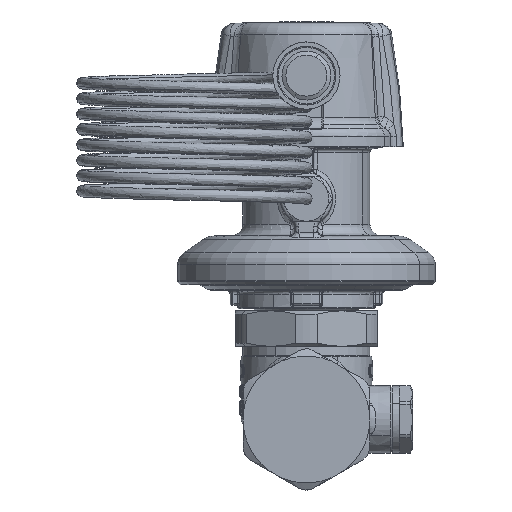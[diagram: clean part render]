
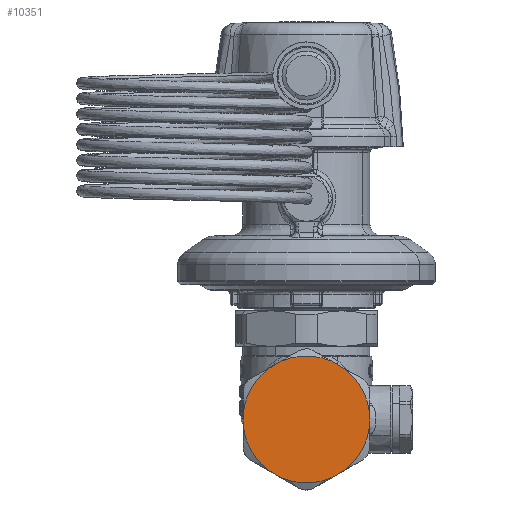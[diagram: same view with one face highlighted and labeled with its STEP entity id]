
A CAD part, front view. The second image highlights one B-rep face of the part: STEP entity #10351.
In plain terms, the highlighted planar face has unit normal (0, -1, 0).
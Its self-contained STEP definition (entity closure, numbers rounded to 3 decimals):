
#6316=CARTESIAN_POINT('Axis2P3D Location',(0.,-37.5,0.)) ;
#6320=CARTESIAN_POINT('Vertex',(10.045,-37.5,-13.715)) ;
#6322=CARTESIAN_POINT('Vertex',(16.9,-37.5,-1.841)) ;
#6391=CARTESIAN_POINT('Axis2P3D Location',(0.,-37.5,0.)) ;
#6395=CARTESIAN_POINT('Vertex',(-6.855,-37.5,-15.556)) ;
#6397=CARTESIAN_POINT('Vertex',(6.855,-37.5,-15.556)) ;
#6466=CARTESIAN_POINT('Axis2P3D Location',(0.,-37.5,0.)) ;
#6470=CARTESIAN_POINT('Vertex',(-16.9,-37.5,-1.841)) ;
#6472=CARTESIAN_POINT('Vertex',(-10.045,-37.5,-13.715)) ;
#10046=CARTESIAN_POINT('Vertex',(16.9,-37.5,1.841)) ;
#10051=CARTESIAN_POINT('Line Origine',(16.9,-37.5,0.)) ;
#10157=CARTESIAN_POINT('Axis2P3D Location',(0.,-37.5,0.)) ;
#10161=CARTESIAN_POINT('Vertex',(10.045,-37.5,13.715)) ;
#10268=CARTESIAN_POINT('Axis2P3D Location',(0.,-37.5,0.)) ;
#10272=CARTESIAN_POINT('Vertex',(6.855,-37.5,15.556)) ;
#10274=CARTESIAN_POINT('Vertex',(-6.855,-37.5,15.556)) ;
#10298=CARTESIAN_POINT('Axis2P3D Location',(0.,-37.5,17.)) ;
#10303=CARTESIAN_POINT('Line Origine',(8.45,-37.5,14.636)) ;
#10308=CARTESIAN_POINT('Line Origine',(-8.45,-37.5,14.636)) ;
#10312=CARTESIAN_POINT('Vertex',(-10.045,-37.5,13.715)) ;
#10315=CARTESIAN_POINT('Axis2P3D Location',(0.,-37.5,0.)) ;
#10319=CARTESIAN_POINT('Vertex',(-16.9,-37.5,1.841)) ;
#10322=CARTESIAN_POINT('Line Origine',(-16.9,-37.5,0.)) ;
#10327=CARTESIAN_POINT('Line Origine',(-8.45,-37.5,-14.636)) ;
#10332=CARTESIAN_POINT('Line Origine',(8.45,-37.5,-14.636)) ;
#10053=VECTOR('Line Direction',#10052,1.) ;
#10305=VECTOR('Line Direction',#10304,1.) ;
#10310=VECTOR('Line Direction',#10309,1.) ;
#10324=VECTOR('Line Direction',#10323,1.) ;
#10329=VECTOR('Line Direction',#10328,1.) ;
#10334=VECTOR('Line Direction',#10333,1.) ;
#6317=DIRECTION('Axis2P3D Direction',(0.,1.,-0.)) ;
#6392=DIRECTION('Axis2P3D Direction',(0.,1.,-0.)) ;
#6467=DIRECTION('Axis2P3D Direction',(0.,1.,-0.)) ;
#10052=DIRECTION('Vector Direction',(0.,0.,-1.)) ;
#10158=DIRECTION('Axis2P3D Direction',(0.,1.,-0.)) ;
#10269=DIRECTION('Axis2P3D Direction',(0.,1.,-0.)) ;
#10299=DIRECTION('Axis2P3D Direction',(0.,-1.,0.)) ;
#10300=DIRECTION('Axis2P3D XDirection',(1.,0.,0.)) ;
#10304=DIRECTION('Vector Direction',(0.866,0.,-0.5)) ;
#10309=DIRECTION('Vector Direction',(-0.866,0.,-0.5)) ;
#10316=DIRECTION('Axis2P3D Direction',(0.,-1.,0.)) ;
#10323=DIRECTION('Vector Direction',(0.,0.,1.)) ;
#10328=DIRECTION('Vector Direction',(-0.866,0.,0.5)) ;
#10333=DIRECTION('Vector Direction',(0.866,0.,0.5)) ;
#6318=AXIS2_PLACEMENT_3D('Circle Axis2P3D',#6316,#6317,$) ;
#6393=AXIS2_PLACEMENT_3D('Circle Axis2P3D',#6391,#6392,$) ;
#6468=AXIS2_PLACEMENT_3D('Circle Axis2P3D',#6466,#6467,$) ;
#10159=AXIS2_PLACEMENT_3D('Circle Axis2P3D',#10157,#10158,$) ;
#10270=AXIS2_PLACEMENT_3D('Circle Axis2P3D',#10268,#10269,$) ;
#10301=AXIS2_PLACEMENT_3D('Plane Axis2P3D',#10298,#10299,#10300) ;
#10317=AXIS2_PLACEMENT_3D('Circle Axis2P3D',#10315,#10316,$) ;
#10054=LINE('Line',#10051,#10053) ;
#10306=LINE('Line',#10303,#10305) ;
#10311=LINE('Line',#10308,#10310) ;
#10325=LINE('Line',#10322,#10324) ;
#10330=LINE('Line',#10327,#10329) ;
#10335=LINE('Line',#10332,#10334) ;
#6319=CIRCLE('generated circle',#6318,17.) ;
#6394=CIRCLE('generated circle',#6393,17.) ;
#6469=CIRCLE('generated circle',#6468,17.) ;
#10160=CIRCLE('generated circle',#10159,17.) ;
#10271=CIRCLE('generated circle',#10270,17.) ;
#10318=CIRCLE('generated circle',#10317,17.) ;
#10302=PLANE('',#10301) ;
#6324=EDGE_CURVE('',#6321,#6323,#6319,.F.) ;
#6399=EDGE_CURVE('',#6396,#6398,#6394,.F.) ;
#6474=EDGE_CURVE('',#6471,#6473,#6469,.F.) ;
#10055=EDGE_CURVE('',#10047,#6323,#10054,.T.) ;
#10163=EDGE_CURVE('',#10047,#10162,#10160,.F.) ;
#10276=EDGE_CURVE('',#10273,#10275,#10271,.F.) ;
#10307=EDGE_CURVE('',#10273,#10162,#10306,.T.) ;
#10314=EDGE_CURVE('',#10275,#10313,#10311,.T.) ;
#10321=EDGE_CURVE('',#10313,#10320,#10318,.T.) ;
#10326=EDGE_CURVE('',#6471,#10320,#10325,.T.) ;
#10331=EDGE_CURVE('',#6396,#6473,#10330,.T.) ;
#10336=EDGE_CURVE('',#6398,#6321,#10335,.T.) ;
#10338=ORIENTED_EDGE('',*,*,#10163,.T.) ;
#10339=ORIENTED_EDGE('',*,*,#10307,.F.) ;
#10340=ORIENTED_EDGE('',*,*,#10276,.T.) ;
#10341=ORIENTED_EDGE('',*,*,#10314,.T.) ;
#10342=ORIENTED_EDGE('',*,*,#10321,.T.) ;
#10343=ORIENTED_EDGE('',*,*,#10326,.F.) ;
#10344=ORIENTED_EDGE('',*,*,#6474,.T.) ;
#10345=ORIENTED_EDGE('',*,*,#10331,.F.) ;
#10346=ORIENTED_EDGE('',*,*,#6399,.T.) ;
#10347=ORIENTED_EDGE('',*,*,#10336,.T.) ;
#10348=ORIENTED_EDGE('',*,*,#6324,.T.) ;
#10349=ORIENTED_EDGE('',*,*,#10055,.F.) ;
#10337=EDGE_LOOP('',(#10338,#10339,#10340,#10341,#10342,#10343,#10344,#10345,#10346,#10347,#10348,#10349)) ;
#6321=VERTEX_POINT('',#6320) ;
#6323=VERTEX_POINT('',#6322) ;
#6396=VERTEX_POINT('',#6395) ;
#6398=VERTEX_POINT('',#6397) ;
#6471=VERTEX_POINT('',#6470) ;
#6473=VERTEX_POINT('',#6472) ;
#10047=VERTEX_POINT('',#10046) ;
#10162=VERTEX_POINT('',#10161) ;
#10273=VERTEX_POINT('',#10272) ;
#10275=VERTEX_POINT('',#10274) ;
#10313=VERTEX_POINT('',#10312) ;
#10320=VERTEX_POINT('',#10319) ;
#10351=ADVANCED_FACE('PartBody',(#10350),#10302,.T.) ;
#10350=FACE_OUTER_BOUND('',#10337,.T.) ;
